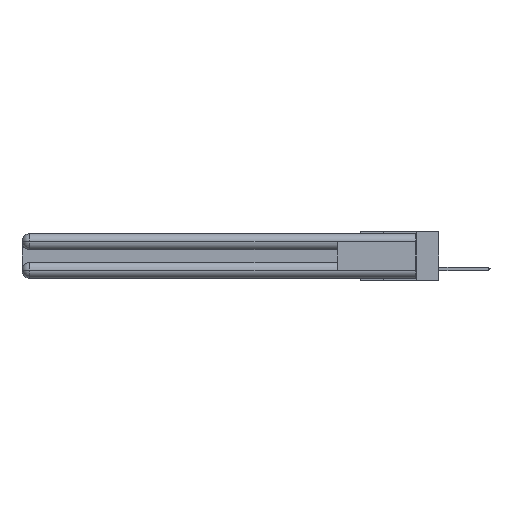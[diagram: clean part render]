
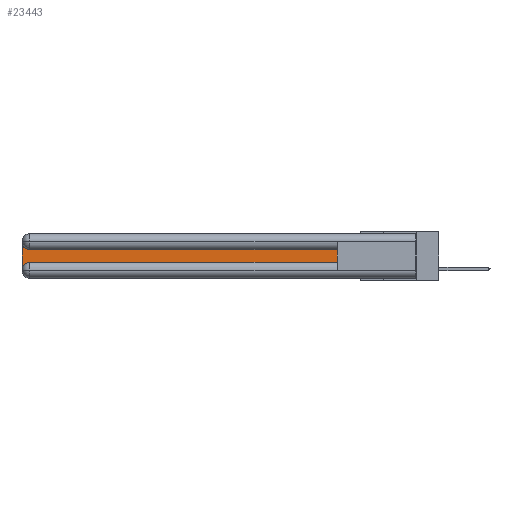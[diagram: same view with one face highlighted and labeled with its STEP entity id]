
A CAD part, left-side view. The second image highlights one B-rep face of the part: STEP entity #23443.
In plain terms, the highlighted planar face has unit normal (-1, 0, 0).
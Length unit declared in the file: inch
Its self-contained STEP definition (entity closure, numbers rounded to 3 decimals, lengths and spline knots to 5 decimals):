
#1404 = VERTEX_POINT ( 'NONE', #5316 ) ;
#1920 = EDGE_CURVE ( 'NONE', #27043, #7881, #23347, .T. ) ;
#2246 = DIRECTION ( 'NONE',  ( 0., 1., 0. ) ) ;
#3074 = CARTESIAN_POINT ( 'NONE',  ( 0.075, 3., -0.2175 ) ) ;
#4120 = ORIENTED_EDGE ( 'NONE', *, *, #16954, .T. ) ;
#4140 = LINE ( 'NONE', #9754, #20300 ) ;
#4496 = VECTOR ( 'NONE', #22418, 39.37008 ) ;
#4838 = DIRECTION ( 'NONE',  ( 0., 0., -1. ) ) ;
#4934 = CARTESIAN_POINT ( 'NONE',  ( 0.075, 2.94, -0.1225 ) ) ;
#5316 = CARTESIAN_POINT ( 'NONE',  ( 0.075, 3., -0.2775 ) ) ;
#5354 = DIRECTION ( 'NONE',  ( 1., 0., 0. ) ) ;
#5512 = EDGE_CURVE ( 'NONE', #21784, #27043, #4140, .T. ) ;
#6820 = ORIENTED_EDGE ( 'NONE', *, *, #23695, .T. ) ;
#7425 = AXIS2_PLACEMENT_3D ( 'NONE', #13457, #19674, #4838 ) ;
#7857 = CIRCLE ( 'NONE', #10508, 0.06 ) ;
#7881 = VERTEX_POINT ( 'NONE', #4934 ) ;
#7997 = DIRECTION ( 'NONE',  ( 0., 0., 1. ) ) ;
#8700 = EDGE_CURVE ( 'NONE', #1404, #8973, #7857, .T. ) ;
#8973 = VERTEX_POINT ( 'NONE', #9569 ) ;
#9569 = CARTESIAN_POINT ( 'NONE',  ( 0.075, 2.94, -0.2175 ) ) ;
#9754 = CARTESIAN_POINT ( 'NONE',  ( 0.075, 0.6, -0.2175 ) ) ;
#10508 = AXIS2_PLACEMENT_3D ( 'NONE', #13137, #23623, #10914 ) ;
#10535 = CARTESIAN_POINT ( 'NONE',  ( 0.075, 0.6, -0.1225 ) ) ;
#10914 = DIRECTION ( 'NONE',  ( 0., 0., -1. ) ) ;
#11268 = ORIENTED_EDGE ( 'NONE', *, *, #8700, .T. ) ;
#11396 = CARTESIAN_POINT ( 'NONE',  ( 0.075, 3., -0.0625 ) ) ;
#12579 = ORIENTED_EDGE ( 'NONE', *, *, #5512, .T. ) ;
#13137 = CARTESIAN_POINT ( 'NONE',  ( 0.075, 2.94, -0.2775 ) ) ;
#13457 = CARTESIAN_POINT ( 'NONE',  ( 0.075, 2.94, -0.0625 ) ) ;
#13791 = DIRECTION ( 'NONE',  ( 0., 0., -1. ) ) ;
#14507 = AXIS2_PLACEMENT_3D ( 'NONE', #22227, #5354, #13791 ) ;
#15117 = FACE_OUTER_BOUND ( 'NONE', #22255, .T. ) ;
#15861 = CARTESIAN_POINT ( 'NONE',  ( 0.075, 0.6, -0.2175 ) ) ;
#16189 = ORIENTED_EDGE ( 'NONE', *, *, #25024, .T. ) ;
#16954 = EDGE_CURVE ( 'NONE', #24604, #1404, #18889, .T. ) ;
#17442 = CIRCLE ( 'NONE', #7425, 0.06 ) ;
#17786 = DIRECTION ( 'NONE',  ( 0., 0., -1. ) ) ;
#17886 = PLANE ( 'NONE',  #14507 ) ;
#18172 = CARTESIAN_POINT ( 'NONE',  ( 0.075, 0.6, -0.2175 ) ) ;
#18889 = LINE ( 'NONE', #3074, #25184 ) ;
#19059 = VECTOR ( 'NONE', #2246, 39.37008 ) ;
#19674 = DIRECTION ( 'NONE',  ( 1., 0., 0. ) ) ;
#19976 = LINE ( 'NONE', #18172, #4496 ) ;
#20300 = VECTOR ( 'NONE', #7997, 39.37008 ) ;
#21784 = VERTEX_POINT ( 'NONE', #15861 ) ;
#22227 = CARTESIAN_POINT ( 'NONE',  ( 0.075, 3., -0.1225 ) ) ;
#22255 = EDGE_LOOP ( 'NONE', ( #23793, #6820, #4120, #11268, #16189, #12579 ) ) ;
#22418 = DIRECTION ( 'NONE',  ( 0., -1., 0. ) ) ;
#23347 = LINE ( 'NONE', #10535, #19059 ) ;
#23443 = ADVANCED_FACE ( 'NONE', ( #15117 ), #17886, .F. ) ;
#23623 = DIRECTION ( 'NONE',  ( 1., 0., 0. ) ) ;
#23695 = EDGE_CURVE ( 'NONE', #7881, #24604, #17442, .T. ) ;
#23793 = ORIENTED_EDGE ( 'NONE', *, *, #1920, .T. ) ;
#24604 = VERTEX_POINT ( 'NONE', #11396 ) ;
#24634 = CARTESIAN_POINT ( 'NONE',  ( 0.075, 0.6, -0.1225 ) ) ;
#25024 = EDGE_CURVE ( 'NONE', #8973, #21784, #19976, .T. ) ;
#25184 = VECTOR ( 'NONE', #17786, 39.37008 ) ;
#27043 = VERTEX_POINT ( 'NONE', #24634 ) ;
